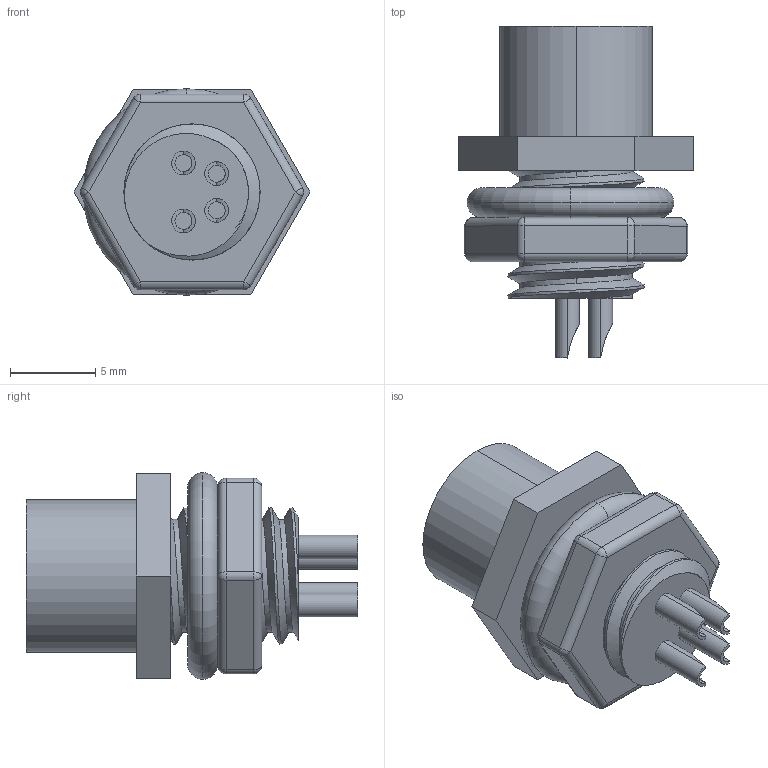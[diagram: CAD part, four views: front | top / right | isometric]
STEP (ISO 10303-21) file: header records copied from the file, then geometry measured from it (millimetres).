
FILE_DESCRIPTION (( 'STEP AP214' ), '1' );
FILE_NAME ('connectorFemaleFlange.STEP', '2019-10-22T19:03:34', ( '' ), ( '' ), 'SwSTEP 2.0', 'SolidWorks 2018', '' );
FILE_SCHEMA (( 'AUTOMOTIVE_DESIGN' ));
Length unit declared in the file: millimetre
Products named in the file (1): connectorFemaleFlange
Bounding box: 13.86 x 19.5 x 12.15 mm (x, y, z)
Volume: 1137 mm3; surface area: 1910.5 mm2
Topology: 8 solids, 8 shells, 136 faces, 324 edges, 189 vertices
Faces by surface type: cylinder 76, plane 30, bspline 14, sphere 12, torus 4
Entity records: 9107 total; most frequent: CARTESIAN_POINT 5848, ORIENTED_EDGE 624, DIRECTION 565, EDGE_CURVE 312, AXIS2_PLACEMENT_3D 222, VERTEX_POINT 189, EDGE_LOOP 153, ADVANCED_FACE 136
